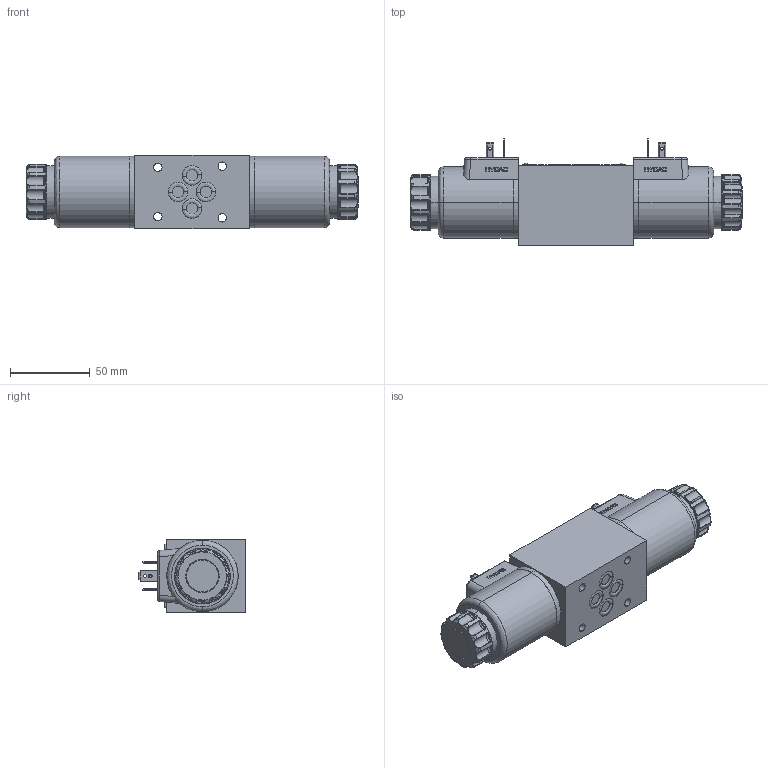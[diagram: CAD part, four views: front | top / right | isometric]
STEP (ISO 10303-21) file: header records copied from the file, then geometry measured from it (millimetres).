
FILE_DESCRIPTION (( 'STEP AP214' ), '1' );
FILE_NAME ('WVM-6I-33-K, 34-KR, 43-E, 43-H, 43-P, 43-R, 43-J, 44-EH, 44-JM.STEP', '2017-06-15T11:30:22', ( 'admin' ), ( '' ), 'SwSTEP 2.0', 'SolidWorks 2016', '' );
FILE_SCHEMA (( 'AUTOMOTIVE_DESIGN' ));
Length unit declared in the file: millimetre
Products named in the file (1): WVM-6I-33-K, 34-KR, 43-E, 43-H, 43-P, 43-R, 43-J, 44-EH, 44-JM
Bounding box: 208.75 x 67.1 x 46 mm (x, y, z)
Volume: 366892.3 mm3; surface area: 44831.5 mm2
Topology: 5 solids, 9 shells, 1133 faces, 2746 edges, 1682 vertices
Faces by surface type: plane 443, bspline 374, cylinder 258, cone 58
Entity records: 43240 total; most frequent: CARTESIAN_POINT 18724, ORIENTED_EDGE 5484, DIRECTION 4606, EDGE_CURVE 2742, VERTEX_POINT 1682, AXIS2_PLACEMENT_3D 1644, LINE 1318, VECTOR 1318
